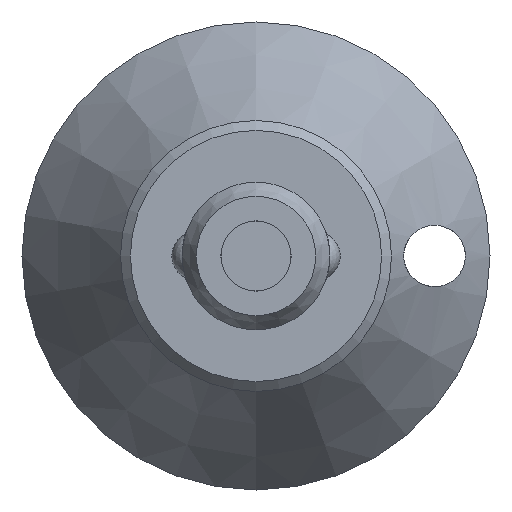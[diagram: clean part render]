
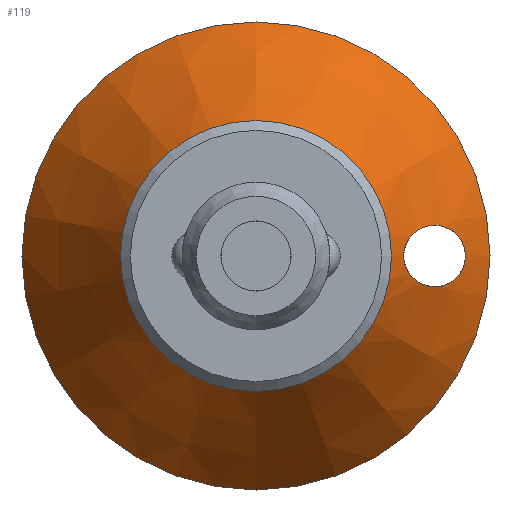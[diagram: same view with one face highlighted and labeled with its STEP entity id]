
A CAD part, front view. The second image highlights one B-rep face of the part: STEP entity #119.
In plain terms, the highlighted conical face has half-angle 32.6 degrees and reference radius 9.5 mm.
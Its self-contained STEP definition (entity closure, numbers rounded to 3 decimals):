
#119 = ADVANCED_FACE( '', ( #268, #269, #270 ), #271, .T. );
#268 = FACE_BOUND( '', #446, .T. );
#269 = FACE_OUTER_BOUND( '', #447, .T. );
#270 = FACE_BOUND( '', #448, .T. );
#271 = CONICAL_SURFACE( '', #449, 9.5, 0.569 );
#446 = EDGE_LOOP( '', ( #651 ) );
#447 = EDGE_LOOP( '', ( #652 ) );
#448 = EDGE_LOOP( '', ( #653 ) );
#449 = AXIS2_PLACEMENT_3D( '', #654, #655, #656 );
#651 = ORIENTED_EDGE( '', *, *, #672, .T. );
#652 = ORIENTED_EDGE( '', *, *, #674, .F. );
#653 = ORIENTED_EDGE( '', *, *, #712, .T. );
#654 = CARTESIAN_POINT( '', ( 0., 23.255, 0. ) );
#655 = DIRECTION( '', ( 0., 1., 0. ) );
#656 = DIRECTION( '', ( 0., 0., 1. ) );
#672 = EDGE_CURVE( '', #751, #751, #752, .T. );
#674 = EDGE_CURVE( '', #754, #754, #755, .T. );
#712 = EDGE_CURVE( '', #814, #814, #815, .T. );
#751 = VERTEX_POINT( '', #858 );
#752 = CIRCLE( '', #859, 5.5 );
#754 = VERTEX_POINT( '', #861 );
#755 = CIRCLE( '', #862, 9.5 );
#814 = VERTEX_POINT( '', #1077 );
#815 = B_SPLINE_CURVE_WITH_KNOTS( '', 3, ( #1078, #1079, #1080, #1081, #1082, #1083, #1084, #1085, #1086, #1087, #1088, #1089, #1090, #1091, #1092, #1093, #1094, #1095, #1096, #1097, #1098, #1099, #1100, #1101, #1102, #1103, #1104, #1105, #1106, #1107, #1108, #1109, #1110, #1111, #1112, #1113, #1114, #1115, #1116, #1117, #1118, #1119, #1120, #1121, #1122, #1123, #1124, #1125 ), .UNSPECIFIED., .T., .F., ( 2, 2, 2, 2, 2, 2, 2, 2, 2, 2, 2, 2, 2, 2, 2, 2, 2, 2, 2, 2, 2, 2, 2, 2, 2, 2 ), ( 0., 0., 0., 0., 0.001, 0.001, 0.001, 0.002, 0.003, 0.004, 0.004, 0.005, 0.005, 0.006, 0.006, 0.006, 0.007, 0.007, 0.008, 0.009, 0.009, 0.01, 0.011, 0.011, 0.011, 0.012 ), .UNSPECIFIED. );
#858 = CARTESIAN_POINT( '', ( 0., 17., 5.5 ) );
#859 = AXIS2_PLACEMENT_3D( '', #1286, #1287, #1288 );
#861 = CARTESIAN_POINT( '', ( 0., 23.255, 9.5 ) );
#862 = AXIS2_PLACEMENT_3D( '', #1289, #1290, #1291 );
#1077 = CARTESIAN_POINT( '', ( 6.032, 17.842, -0.281 ) );
#1078 = CARTESIAN_POINT( '', ( 6.057, 17.889, -0.39 ) );
#1079 = CARTESIAN_POINT( '', ( 6.019, 17.818, -0.226 ) );
#1080 = CARTESIAN_POINT( '', ( 6.01, 17.801, -0.17 ) );
#1081 = CARTESIAN_POINT( '', ( 6., 17.781, -0.052 ) );
#1082 = CARTESIAN_POINT( '', ( 5.999, 17.779, 0.01 ) );
#1083 = CARTESIAN_POINT( '', ( 6.008, 17.798, 0.188 ) );
#1084 = CARTESIAN_POINT( '', ( 6.032, 17.843, 0.301 ) );
#1085 = CARTESIAN_POINT( '', ( 6.099, 17.967, 0.498 ) );
#1086 = CARTESIAN_POINT( '', ( 6.14, 18.043, 0.581 ) );
#1087 = CARTESIAN_POINT( '', ( 6.231, 18.209, 0.729 ) );
#1088 = CARTESIAN_POINT( '', ( 6.28, 18.298, 0.792 ) );
#1089 = CARTESIAN_POINT( '', ( 6.435, 18.572, 0.96 ) );
#1090 = CARTESIAN_POINT( '', ( 6.549, 18.769, 1.043 ) );
#1091 = CARTESIAN_POINT( '', ( 6.783, 19.162, 1.167 ) );
#1092 = CARTESIAN_POINT( '', ( 6.905, 19.361, 1.208 ) );
#1093 = CARTESIAN_POINT( '', ( 7.158, 19.762, 1.253 ) );
#1094 = CARTESIAN_POINT( '', ( 7.288, 19.964, 1.256 ) );
#1095 = CARTESIAN_POINT( '', ( 7.549, 20.357, 1.221 ) );
#1096 = CARTESIAN_POINT( '', ( 7.68, 20.549, 1.183 ) );
#1097 = CARTESIAN_POINT( '', ( 7.942, 20.926, 1.051 ) );
#1098 = CARTESIAN_POINT( '', ( 8.073, 21.11, 0.958 ) );
#1099 = CARTESIAN_POINT( '', ( 8.248, 21.351, 0.757 ) );
#1100 = CARTESIAN_POINT( '', ( 8.303, 21.425, 0.682 ) );
#1101 = CARTESIAN_POINT( '', ( 8.398, 21.555, 0.504 ) );
#1102 = CARTESIAN_POINT( '', ( 8.439, 21.609, 0.403 ) );
#1103 = CARTESIAN_POINT( '', ( 8.493, 21.681, 0.178 ) );
#1104 = CARTESIAN_POINT( '', ( 8.505, 21.697, 0.057 ) );
#1105 = CARTESIAN_POINT( '', ( 8.492, 21.681, -0.184 ) );
#1106 = CARTESIAN_POINT( '', ( 8.468, 21.649, -0.301 ) );
#1107 = CARTESIAN_POINT( '', ( 8.397, 21.553, -0.509 ) );
#1108 = CARTESIAN_POINT( '', ( 8.35, 21.489, -0.602 ) );
#1109 = CARTESIAN_POINT( '', ( 8.245, 21.346, -0.763 ) );
#1110 = CARTESIAN_POINT( '', ( 8.187, 21.266, -0.832 ) );
#1111 = CARTESIAN_POINT( '', ( 8.004, 21.013, -1.012 ) );
#1112 = CARTESIAN_POINT( '', ( 7.874, 20.83, -1.093 ) );
#1113 = CARTESIAN_POINT( '', ( 7.608, 20.445, -1.206 ) );
#1114 = CARTESIAN_POINT( '', ( 7.477, 20.249, -1.236 ) );
#1115 = CARTESIAN_POINT( '', ( 7.216, 19.853, -1.256 ) );
#1116 = CARTESIAN_POINT( '', ( 7.087, 19.651, -1.246 ) );
#1117 = CARTESIAN_POINT( '', ( 6.836, 19.249, -1.187 ) );
#1118 = CARTESIAN_POINT( '', ( 6.716, 19.051, -1.138 ) );
#1119 = CARTESIAN_POINT( '', ( 6.486, 18.66, -0.998 ) );
#1120 = CARTESIAN_POINT( '', ( 6.374, 18.465, -0.906 ) );
#1121 = CARTESIAN_POINT( '', ( 6.225, 18.197, -0.719 ) );
#1122 = CARTESIAN_POINT( '', ( 6.177, 18.111, -0.648 ) );
#1123 = CARTESIAN_POINT( '', ( 6.094, 17.958, -0.484 ) );
#1124 = CARTESIAN_POINT( '', ( 6.057, 17.889, -0.39 ) );
#1125 = CARTESIAN_POINT( '', ( 6.019, 17.818, -0.226 ) );
#1286 = CARTESIAN_POINT( '', ( 0., 17., 0. ) );
#1287 = DIRECTION( '', ( 0., 1., 0. ) );
#1288 = DIRECTION( '', ( 0., 0., 1. ) );
#1289 = CARTESIAN_POINT( '', ( 0., 23.255, 0. ) );
#1290 = DIRECTION( '', ( 0., 1., 0. ) );
#1291 = DIRECTION( '', ( 0., 0., 1. ) );
